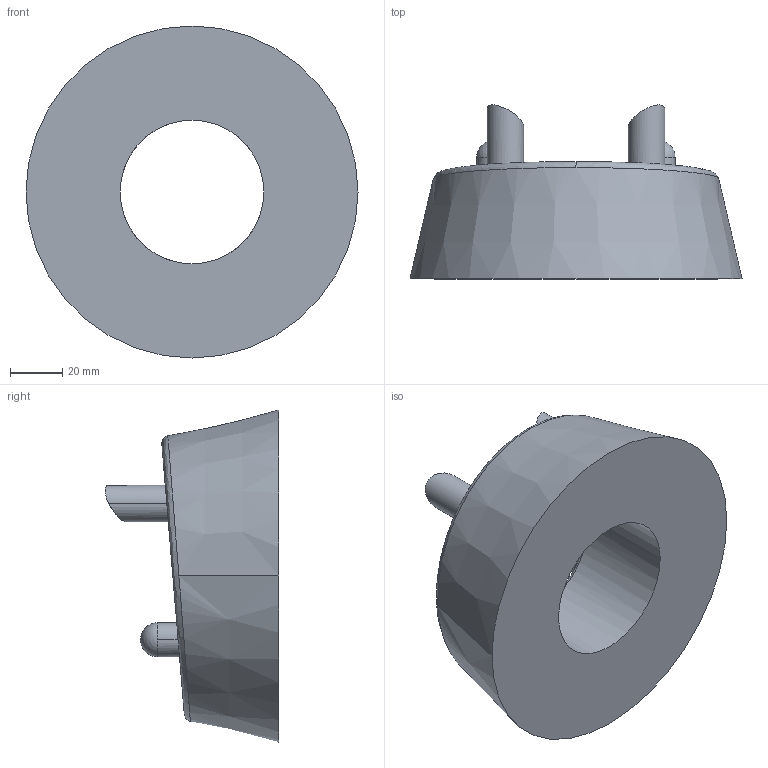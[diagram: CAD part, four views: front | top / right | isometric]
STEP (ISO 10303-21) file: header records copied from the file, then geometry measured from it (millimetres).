
FILE_DESCRIPTION (( 'STEP AP214' ), '1' );
FILE_NAME ('kicking-tee.STEP', '2019-12-14T10:49:05', ( '' ), ( '' ), 'SwSTEP 2.0', 'SolidWorks 2019', '' );
FILE_SCHEMA (( 'AUTOMOTIVE_DESIGN' ));
Length unit declared in the file: millimetre
Products named in the file (1): kicking-tee
Bounding box: 127 x 66.5 x 127 mm (x, y, z)
Volume: 353030.7 mm3; surface area: 41757.7 mm2
Topology: 1 solids, 1 shells, 24 faces, 60 edges, 38 vertices
Faces by surface type: cylinder 10, bspline 4, sphere 4, plane 4, cone 2
Entity records: 1407 total; most frequent: CARTESIAN_POINT 876, ORIENTED_EDGE 112, DIRECTION 86, EDGE_CURVE 56, VERTEX_POINT 38, AXIS2_PLACEMENT_3D 37, EDGE_LOOP 30, ADVANCED_FACE 24
